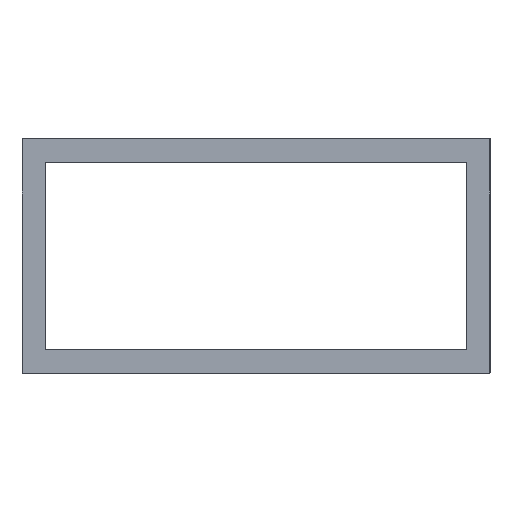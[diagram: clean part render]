
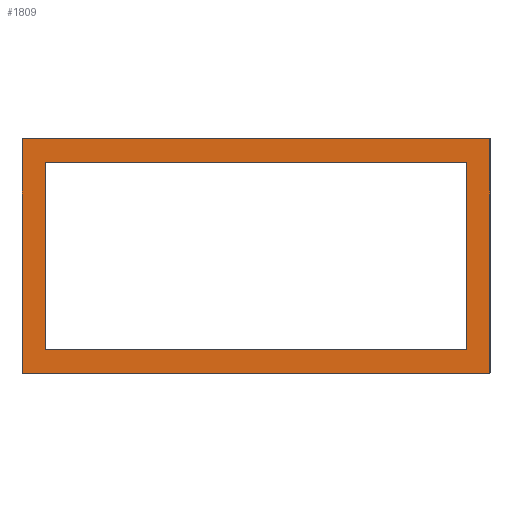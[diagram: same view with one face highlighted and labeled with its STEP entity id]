
A CAD part, left-side view. The second image highlights one B-rep face of the part: STEP entity #1809.
In plain terms, the highlighted planar face has unit normal (-1, 0, 0).
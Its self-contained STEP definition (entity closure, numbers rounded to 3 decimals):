
#11 = ORIENTED_EDGE ( 'NONE', *, *, #1150, .T. ) ;
#14 = DIRECTION ( 'NONE',  ( 1., 0., 0. ) ) ;
#28 = EDGE_CURVE ( 'NONE', #2445, #1936, #422, .T. ) ;
#29 = VECTOR ( 'NONE', #664, 1000. ) ;
#130 = ORIENTED_EDGE ( 'NONE', *, *, #1524, .F. ) ;
#219 = CARTESIAN_POINT ( 'NONE',  ( -283.2, 40., 0. ) ) ;
#236 = CARTESIAN_POINT ( 'NONE',  ( -283.2, 40., 342.5 ) ) ;
#274 = LINE ( 'NONE', #1129, #29 ) ;
#308 = CARTESIAN_POINT ( 'NONE',  ( -283.2, 40., 362.5 ) ) ;
#335 = VECTOR ( 'NONE', #717, 1000. ) ;
#343 = CARTESIAN_POINT ( 'NONE',  ( -283.2, 40., 342.5 ) ) ;
#378 = VECTOR ( 'NONE', #825, 1000. ) ;
#422 = LINE ( 'NONE', #2159, #1550 ) ;
#429 = FACE_BOUND ( 'NONE', #568, .T. ) ;
#506 = LINE ( 'NONE', #308, #861 ) ;
#507 = CARTESIAN_POINT ( 'NONE',  ( -283.2, 38., 360.5 ) ) ;
#531 = VERTEX_POINT ( 'NONE', #1890 ) ;
#549 = CARTESIAN_POINT ( 'NONE',  ( -283.2, 2., 0. ) ) ;
#568 = EDGE_LOOP ( 'NONE', ( #602, #130, #751, #645 ) ) ;
#602 = ORIENTED_EDGE ( 'NONE', *, *, #2208, .F. ) ;
#645 = ORIENTED_EDGE ( 'NONE', *, *, #1669, .T. ) ;
#659 = VECTOR ( 'NONE', #1859, 1000. ) ;
#664 = DIRECTION ( 'NONE',  ( 0., 0., 1. ) ) ;
#717 = DIRECTION ( 'NONE',  ( 0., 0., 1. ) ) ;
#726 = VECTOR ( 'NONE', #1050, 1000. ) ;
#751 = ORIENTED_EDGE ( 'NONE', *, *, #28, .T. ) ;
#756 = DIRECTION ( 'NONE',  ( 0., -1., 0. ) ) ;
#782 = VECTOR ( 'NONE', #1028, 1000. ) ;
#825 = DIRECTION ( 'NONE',  ( 0., -1., 0. ) ) ;
#861 = VECTOR ( 'NONE', #756, 1000. ) ;
#908 = ORIENTED_EDGE ( 'NONE', *, *, #1463, .T. ) ;
#990 = VERTEX_POINT ( 'NONE', #343 ) ;
#1008 = AXIS2_PLACEMENT_3D ( 'NONE', #219, #14, #1915 ) ;
#1028 = DIRECTION ( 'NONE',  ( 0., -1., 0. ) ) ;
#1050 = DIRECTION ( 'NONE',  ( 0., -1., 0. ) ) ;
#1129 = CARTESIAN_POINT ( 'NONE',  ( -283.2, 40., 0. ) ) ;
#1150 = EDGE_CURVE ( 'NONE', #531, #2298, #1431, .T. ) ;
#1172 = EDGE_LOOP ( 'NONE', ( #11, #2665, #2718, #908 ) ) ;
#1173 = VERTEX_POINT ( 'NONE', #2536 ) ;
#1431 = LINE ( 'NONE', #1462, #659 ) ;
#1462 = CARTESIAN_POINT ( 'NONE',  ( -283.2, 0., 0. ) ) ;
#1463 = EDGE_CURVE ( 'NONE', #990, #531, #2569, .T. ) ;
#1480 = CARTESIAN_POINT ( 'NONE',  ( -283.2, 40., 360.5 ) ) ;
#1524 = EDGE_CURVE ( 'NONE', #2445, #2077, #2315, .T. ) ;
#1550 = VECTOR ( 'NONE', #2532, 1000. ) ;
#1588 = CARTESIAN_POINT ( 'NONE',  ( -283.2, 0., 362.5 ) ) ;
#1669 = EDGE_CURVE ( 'NONE', #1936, #2350, #2702, .T. ) ;
#1809 = ADVANCED_FACE ( 'NONE', ( #2332, #429 ), #2132, .F. ) ;
#1859 = DIRECTION ( 'NONE',  ( 0., 0., 1. ) ) ;
#1861 = CARTESIAN_POINT ( 'NONE',  ( -283.2, 38., 344.5 ) ) ;
#1890 = CARTESIAN_POINT ( 'NONE',  ( -283.2, 0., 342.5 ) ) ;
#1915 = DIRECTION ( 'NONE',  ( 0., 0., -1. ) ) ;
#1918 = CARTESIAN_POINT ( 'NONE',  ( -283.2, 2., 344.5 ) ) ;
#1936 = VERTEX_POINT ( 'NONE', #507 ) ;
#2077 = VERTEX_POINT ( 'NONE', #1918 ) ;
#2112 = CARTESIAN_POINT ( 'NONE',  ( -283.2, 40., 344.5 ) ) ;
#2132 = PLANE ( 'NONE',  #1008 ) ;
#2141 = EDGE_CURVE ( 'NONE', #990, #1173, #274, .T. ) ;
#2159 = CARTESIAN_POINT ( 'NONE',  ( -283.2, 38., 0. ) ) ;
#2208 = EDGE_CURVE ( 'NONE', #2077, #2350, #2210, .T. ) ;
#2210 = LINE ( 'NONE', #549, #335 ) ;
#2298 = VERTEX_POINT ( 'NONE', #1588 ) ;
#2306 = CARTESIAN_POINT ( 'NONE',  ( -283.2, 2., 360.5 ) ) ;
#2315 = LINE ( 'NONE', #2112, #726 ) ;
#2332 = FACE_OUTER_BOUND ( 'NONE', #1172, .T. ) ;
#2350 = VERTEX_POINT ( 'NONE', #2306 ) ;
#2445 = VERTEX_POINT ( 'NONE', #1861 ) ;
#2532 = DIRECTION ( 'NONE',  ( 0., 0., 1. ) ) ;
#2536 = CARTESIAN_POINT ( 'NONE',  ( -283.2, 40., 362.5 ) ) ;
#2569 = LINE ( 'NONE', #236, #378 ) ;
#2665 = ORIENTED_EDGE ( 'NONE', *, *, #2730, .F. ) ;
#2702 = LINE ( 'NONE', #1480, #782 ) ;
#2718 = ORIENTED_EDGE ( 'NONE', *, *, #2141, .F. ) ;
#2730 = EDGE_CURVE ( 'NONE', #1173, #2298, #506, .T. ) ;
